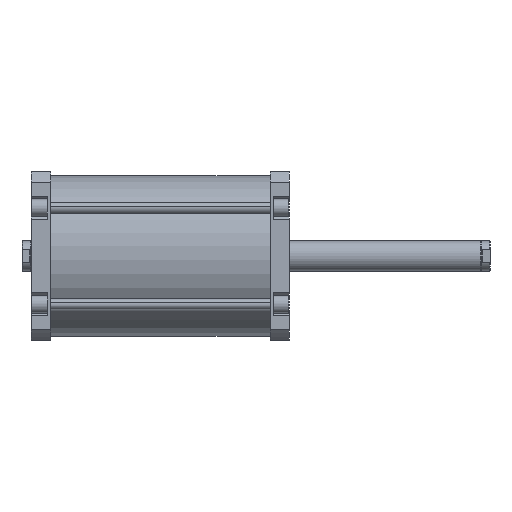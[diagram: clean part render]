
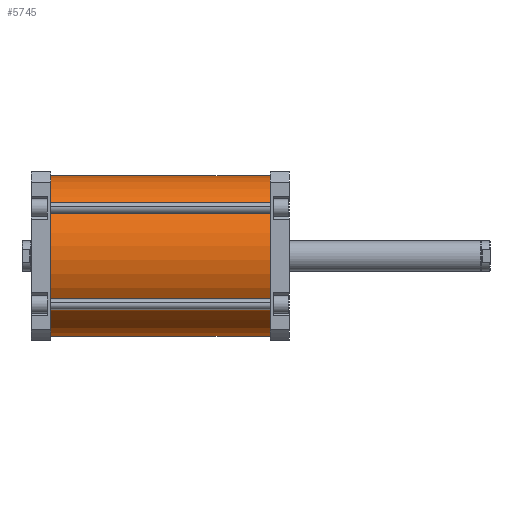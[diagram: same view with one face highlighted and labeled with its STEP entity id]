
A CAD part, front view. The second image highlights one B-rep face of the part: STEP entity #5745.
In plain terms, the highlighted cylindrical face has radius 105 mm (diameter 210 mm), a partial arc.
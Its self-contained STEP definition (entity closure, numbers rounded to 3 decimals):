
#205 = EDGE_CURVE ( 'NONE', #4608, #4694, #1625, .T. ) ;
#207 = EDGE_CURVE ( 'NONE', #4695, #4698, #1628, .T. ) ;
#210 = EDGE_CURVE ( 'NONE', #4695, #4608, #1632, .T. ) ;
#212 = EDGE_CURVE ( 'NONE', #4698, #4694, #1635, .T. ) ;
#263 = DIRECTION ( 'NONE',  ( 0., 0., -1. ) ) ;
#264 = CARTESIAN_POINT ( 'NONE',  ( 0., 0., 287. ) ) ;
#273 = DIRECTION ( 'NONE',  ( 0., 0., 1. ) ) ;
#274 = CARTESIAN_POINT ( 'NONE',  ( 0., 0., 0. ) ) ;
#282 = DIRECTION ( 'NONE',  ( 1., 0., 0. ) ) ;
#283 = DIRECTION ( 'NONE',  ( 0., 0., 1. ) ) ;
#288 = DIRECTION ( 'NONE',  ( 1., 0., 0. ) ) ;
#383 = CARTESIAN_POINT ( 'NONE',  ( -105., 0., 287. ) ) ;
#385 = DIRECTION ( 'NONE',  ( 0., 0., -1. ) ) ;
#386 = CARTESIAN_POINT ( 'NONE',  ( 105., 0., 287. ) ) ;
#640 = AXIS2_PLACEMENT_3D ( 'NONE', #264, #273, #288 ) ;
#641 = AXIS2_PLACEMENT_3D ( 'NONE', #274, #283, #282 ) ;
#948 = AXIS2_PLACEMENT_3D ( 'NONE', #5372, #5371, #5370 ) ;
#1601 = VECTOR ( 'NONE', #385, 1000. ) ;
#1622 = VECTOR ( 'NONE', #263, 1000. ) ;
#1625 = LINE ( 'NONE', #386, #1601 ) ;
#1628 = LINE ( 'NONE', #383, #1622 ) ;
#1632 = CIRCLE ( 'NONE', #640, 105. ) ;
#1635 = CIRCLE ( 'NONE', #641, 105. ) ;
#3098 = CARTESIAN_POINT ( 'NONE',  ( 105., 0., 287. ) ) ;
#3183 = CARTESIAN_POINT ( 'NONE',  ( 105., 0., 0. ) ) ;
#3184 = CARTESIAN_POINT ( 'NONE',  ( -105., 0., 287. ) ) ;
#3187 = CARTESIAN_POINT ( 'NONE',  ( -105., 0., 0. ) ) ;
#4038 = ORIENTED_EDGE ( 'NONE', *, *, #207, .T. ) ;
#4066 = EDGE_LOOP ( 'NONE', ( #4349, #4266, #4038, #4135 ) ) ;
#4135 = ORIENTED_EDGE ( 'NONE', *, *, #212, .T. ) ;
#4266 = ORIENTED_EDGE ( 'NONE', *, *, #210, .F. ) ;
#4349 = ORIENTED_EDGE ( 'NONE', *, *, #205, .F. ) ;
#4608 = VERTEX_POINT ( 'NONE', #3098 ) ;
#4694 = VERTEX_POINT ( 'NONE', #3183 ) ;
#4695 = VERTEX_POINT ( 'NONE', #3184 ) ;
#4698 = VERTEX_POINT ( 'NONE', #3187 ) ;
#4999 = FACE_OUTER_BOUND ( 'NONE', #4066, .T. ) ;
#5002 = CYLINDRICAL_SURFACE ( 'NONE', #948, 105. ) ;
#5370 = DIRECTION ( 'NONE',  ( -1., 0., 0. ) ) ;
#5371 = DIRECTION ( 'NONE',  ( 0., 0., -1. ) ) ;
#5372 = CARTESIAN_POINT ( 'NONE',  ( 0., 0., 287. ) ) ;
#5745 = ADVANCED_FACE ( 'NONE', ( #4999 ), #5002, .T. ) ;
